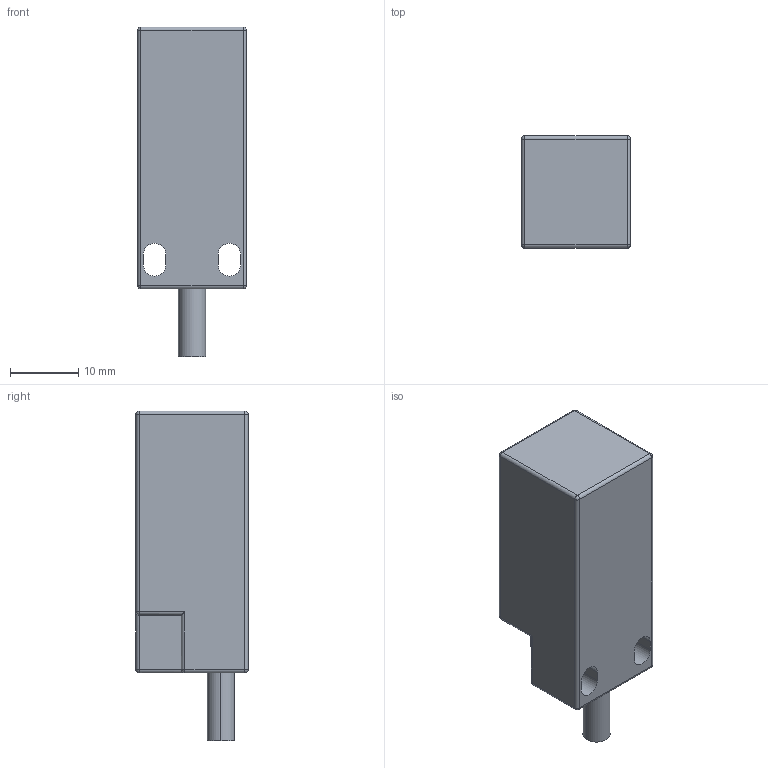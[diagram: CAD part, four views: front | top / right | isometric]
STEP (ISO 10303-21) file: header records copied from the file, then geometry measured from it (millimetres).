
FILE_DESCRIPTION((''),'2;1');
FILE_NAME('F9_E000554A','2006-01-03T',('Pepperl+Fuchs'),('Industriehansa'),'PRO/ENGINEER BY PARAMETRIC TECHNOLOGY CORPORATION, 2005290','PRO/ENGINEER BY PARAMETRIC TECHNOLOGY CORPORATION, 2005290','');
FILE_SCHEMA(('AUTOMOTIVE_DESIGN_CC2 { 1 2 10303 214 -1 1 5 2 }'));
Length unit declared in the file: millimetre
Products named in the file (1): F9_E000554A
Bounding box: 16 x 16.5 x 48.5 mm (x, y, z)
Volume: 9267.3 mm3; surface area: 3293.7 mm2
Topology: 1 solids, 1 shells, 59 faces, 178 edges, 126 vertices
Faces by surface type: cylinder 30, plane 17, sphere 12
Entity records: 2649 total; most frequent: CARTESIAN_POINT 362, DIRECTION 356, ORIENTED_EDGE 252, PRESENTATION_STYLE_ASSIGNMENT 195, STYLED_ITEM 192, CURVE_STYLE 185, EDGE_CURVE 126, AXIS2_PLACEMENT_3D 124
